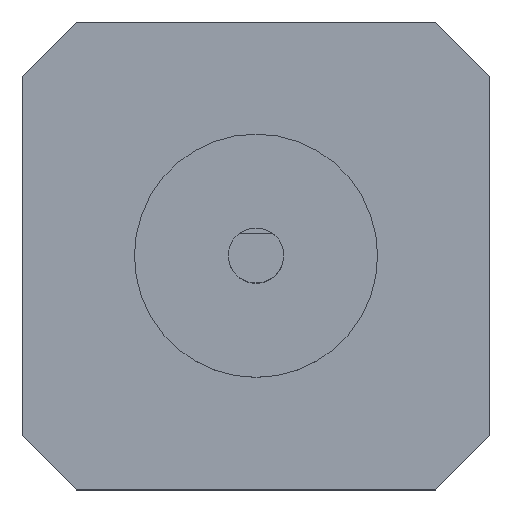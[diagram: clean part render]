
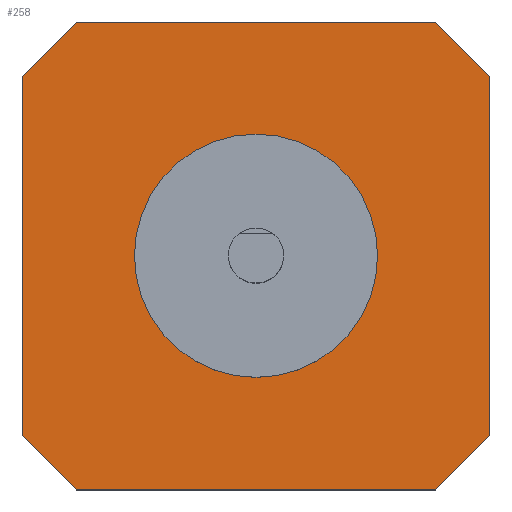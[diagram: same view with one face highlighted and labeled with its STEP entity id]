
A CAD part, top view. The second image highlights one B-rep face of the part: STEP entity #258.
In plain terms, the highlighted planar face has unit normal (0, 0, 1).
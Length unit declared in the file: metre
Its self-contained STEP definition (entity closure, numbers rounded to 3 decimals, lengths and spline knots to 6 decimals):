
#16=CIRCLE('',#301,0.011);
#37=ORIENTED_EDGE('',*,*,#103,.F.);
#38=ORIENTED_EDGE('',*,*,#97,.T.);
#39=ORIENTED_EDGE('',*,*,#104,.T.);
#40=ORIENTED_EDGE('',*,*,#99,.F.);
#41=ORIENTED_EDGE('',*,*,#105,.T.);
#42=ORIENTED_EDGE('',*,*,#87,.F.);
#43=ORIENTED_EDGE('',*,*,#106,.T.);
#44=ORIENTED_EDGE('',*,*,#93,.T.);
#45=ORIENTED_EDGE('',*,*,#107,.T.);
#87=EDGE_CURVE('',#120,#121,#143,.T.);
#93=EDGE_CURVE('',#127,#126,#149,.T.);
#97=EDGE_CURVE('',#131,#130,#153,.T.);
#99=EDGE_CURVE('',#132,#133,#155,.T.);
#103=EDGE_CURVE('',#136,#136,#16,.T.);
#104=EDGE_CURVE('',#130,#133,#159,.T.);
#105=EDGE_CURVE('',#132,#121,#160,.F.);
#106=EDGE_CURVE('',#120,#127,#161,.T.);
#107=EDGE_CURVE('',#126,#131,#162,.F.);
#120=VERTEX_POINT('',#398);
#121=VERTEX_POINT('',#399);
#126=VERTEX_POINT('',#410);
#127=VERTEX_POINT('',#412);
#130=VERTEX_POINT('',#419);
#131=VERTEX_POINT('',#421);
#132=VERTEX_POINT('',#425);
#133=VERTEX_POINT('',#426);
#136=VERTEX_POINT('',#434);
#143=LINE('',#397,#171);
#149=LINE('',#411,#177);
#153=LINE('',#420,#181);
#155=LINE('',#424,#183);
#159=LINE('',#435,#187);
#160=LINE('',#436,#188);
#161=LINE('',#437,#189);
#162=LINE('',#438,#190);
#171=VECTOR('',#323,1.);
#177=VECTOR('',#331,1.);
#181=VECTOR('',#337,1.);
#183=VECTOR('',#341,1.);
#187=VECTOR('',#349,1.);
#188=VECTOR('',#350,1.);
#189=VECTOR('',#351,1.);
#190=VECTOR('',#352,1.);
#203=EDGE_LOOP('',(#37));
#204=EDGE_LOOP('',(#38,#39,#40,#41,#42,#43,#44,#45));
#223=FACE_BOUND('',#203,.T.);
#224=FACE_BOUND('',#204,.T.);
#243=PLANE('',#300);
#258=ADVANCED_FACE('',(#223,#224),#243,.T.);
#300=AXIS2_PLACEMENT_3D('',#432,#345,#346);
#301=AXIS2_PLACEMENT_3D('',#433,#347,#348);
#323=DIRECTION('',(1.,0.,0.));
#331=DIRECTION('',(0.,-1.,0.));
#337=DIRECTION('',(1.,0.,0.));
#341=DIRECTION('',(0.,-1.,0.));
#345=DIRECTION('',(0.,0.,1.));
#346=DIRECTION('',(1.,0.,0.));
#347=DIRECTION('',(0.,0.,1.));
#348=DIRECTION('',(1.,0.,0.));
#349=DIRECTION('',(0.707,0.707,0.));
#350=DIRECTION('',(0.707,-0.707,0.));
#351=DIRECTION('',(-0.707,-0.707,0.));
#352=DIRECTION('',(-0.707,0.707,0.));
#397=CARTESIAN_POINT('',(0.,0.02115,0.023));
#398=CARTESIAN_POINT('',(-0.01625,0.02115,0.023));
#399=CARTESIAN_POINT('',(0.01625,0.02115,0.023));
#410=CARTESIAN_POINT('',(-0.02115,-0.01625,0.023));
#411=CARTESIAN_POINT('',(-0.02115,0.,0.023));
#412=CARTESIAN_POINT('',(-0.02115,0.01625,0.023));
#419=CARTESIAN_POINT('',(0.01625,-0.02115,0.023));
#420=CARTESIAN_POINT('',(0.,-0.02115,0.023));
#421=CARTESIAN_POINT('',(-0.01625,-0.02115,0.023));
#424=CARTESIAN_POINT('',(0.02115,0.,0.023));
#425=CARTESIAN_POINT('',(0.02115,0.01625,0.023));
#426=CARTESIAN_POINT('',(0.02115,-0.01625,0.023));
#432=CARTESIAN_POINT('',(0.,0.,0.023));
#433=CARTESIAN_POINT('',(0.,0.,0.023));
#434=CARTESIAN_POINT('',(0.011,0.,0.023));
#435=CARTESIAN_POINT('',(0.0187,-0.0187,0.023));
#436=CARTESIAN_POINT('',(0.0187,0.0187,0.023));
#437=CARTESIAN_POINT('',(-0.0187,0.0187,0.023));
#438=CARTESIAN_POINT('',(-0.0187,-0.0187,0.023));
